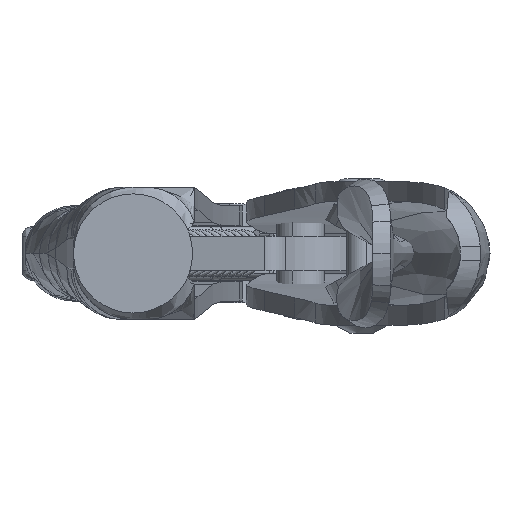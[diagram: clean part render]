
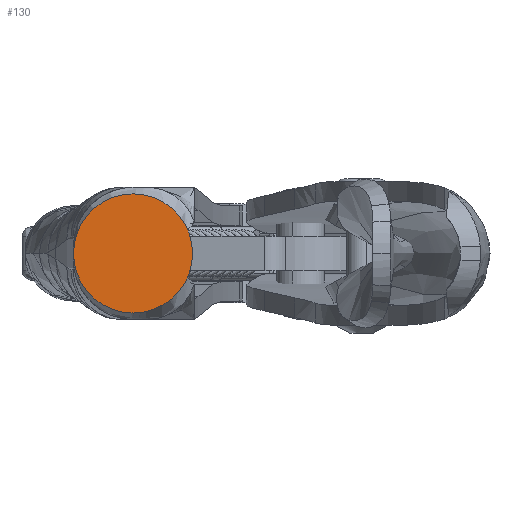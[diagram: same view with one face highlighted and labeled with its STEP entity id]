
A CAD part, left-side view. The second image highlights one B-rep face of the part: STEP entity #130.
In plain terms, the highlighted planar face has unit normal (-1, 0, 0).
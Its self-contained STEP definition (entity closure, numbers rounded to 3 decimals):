
#130 = ADVANCED_FACE ( 'NONE', ( #3614 ), #31999, .T. ) ;
#377 = AXIS2_PLACEMENT_3D ( 'NONE', #35499, #28159, #1397 ) ;
#1397 = DIRECTION ( 'NONE',  ( 0., 1., 0. ) ) ;
#1818 = ORIENTED_EDGE ( 'NONE', *, *, #20649, .F. ) ;
#2236 = DIRECTION ( 'NONE',  ( 1., 0., 0. ) ) ;
#3614 = FACE_OUTER_BOUND ( 'NONE', #23256, .T. ) ;
#9509 = VERTEX_POINT ( 'NONE', #29947 ) ;
#9721 = ORIENTED_EDGE ( 'NONE', *, *, #36172, .F. ) ;
#14878 = VERTEX_POINT ( 'NONE', #16342 ) ;
#16342 = CARTESIAN_POINT ( 'NONE',  ( -63.421, 5.912, 0. ) ) ;
#17055 = DIRECTION ( 'NONE',  ( 1., 0., 0. ) ) ;
#20649 = EDGE_CURVE ( 'NONE', #9509, #14878, #32784, .T. ) ;
#21024 = AXIS2_PLACEMENT_3D ( 'NONE', #25164, #2236, #29003 ) ;
#23256 = EDGE_LOOP ( 'NONE', ( #1818, #9721 ) ) ;
#25164 = CARTESIAN_POINT ( 'NONE',  ( -63.421, 11.912, 0. ) ) ;
#28159 = DIRECTION ( 'NONE',  ( -1., 0., 0. ) ) ;
#29003 = DIRECTION ( 'NONE',  ( 0., 1., 0. ) ) ;
#29947 = CARTESIAN_POINT ( 'NONE',  ( -63.421, 17.912, 0. ) ) ;
#31999 = PLANE ( 'NONE',  #377 ) ;
#32784 = CIRCLE ( 'NONE', #38389, 6. ) ;
#35499 = CARTESIAN_POINT ( 'NONE',  ( -63.421, 11.912, 0. ) ) ;
#36172 = EDGE_CURVE ( 'NONE', #14878, #9509, #36760, .T. ) ;
#36760 = CIRCLE ( 'NONE', #21024, 6. ) ;
#38389 = AXIS2_PLACEMENT_3D ( 'NONE', #39967, #17055, #43816 ) ;
#39967 = CARTESIAN_POINT ( 'NONE',  ( -63.421, 11.912, 0. ) ) ;
#43816 = DIRECTION ( 'NONE',  ( 0., 1., 0. ) ) ;
